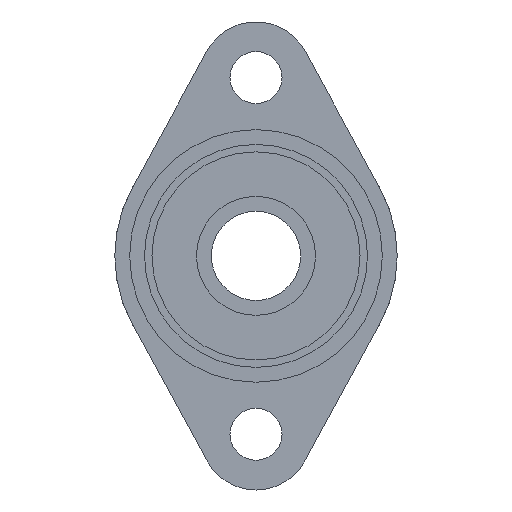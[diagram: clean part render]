
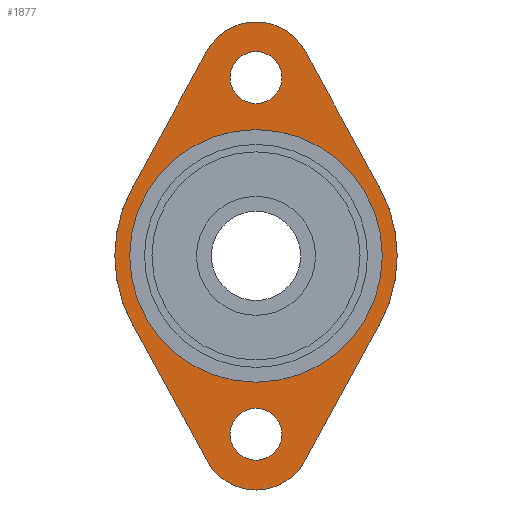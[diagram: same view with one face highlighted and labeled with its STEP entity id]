
A CAD part, front view. The second image highlights one B-rep face of the part: STEP entity #1877.
In plain terms, the highlighted planar face has unit normal (0, -1, 0).
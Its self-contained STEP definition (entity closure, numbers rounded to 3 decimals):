
#7 = DIRECTION ( 'NONE',  ( 0., 0., 1. ) ) ;
#13 = ORIENTED_EDGE ( 'NONE', *, *, #916, .T. ) ;
#22 = EDGE_CURVE ( 'NONE', #330, #1537, #1820, .T. ) ;
#44 = DIRECTION ( 'NONE',  ( 0., 1., 0. ) ) ;
#58 = ORIENTED_EDGE ( 'NONE', *, *, #175, .T. ) ;
#82 = VECTOR ( 'NONE', #326, 1000. ) ;
#93 = CARTESIAN_POINT ( 'NONE',  ( 0., 0., -24. ) ) ;
#144 = CARTESIAN_POINT ( 'NONE',  ( -16.677, 0., -9.104 ) ) ;
#158 = CIRCLE ( 'NONE', #1209, 3.5 ) ;
#164 = PLANE ( 'NONE',  #674 ) ;
#175 = EDGE_CURVE ( 'NONE', #546, #335, #1661, .T. ) ;
#176 = VERTEX_POINT ( 'NONE', #1254 ) ;
#193 = AXIS2_PLACEMENT_3D ( 'NONE', #398, #245, #388 ) ;
#198 = ORIENTED_EDGE ( 'NONE', *, *, #238, .F. ) ;
#200 = DIRECTION ( 'NONE',  ( 0., 0., 1. ) ) ;
#204 = CIRCLE ( 'NONE', #951, 7.5 ) ;
#238 = EDGE_CURVE ( 'NONE', #546, #766, #1035, .T. ) ;
#245 = DIRECTION ( 'NONE',  ( 0., -1., 0. ) ) ;
#256 = ORIENTED_EDGE ( 'NONE', *, *, #1100, .F. ) ;
#258 = CARTESIAN_POINT ( 'NONE',  ( 0., 0., 27.5 ) ) ;
#289 = CARTESIAN_POINT ( 'NONE',  ( 0., 0., 20.5 ) ) ;
#298 = DIRECTION ( 'NONE',  ( 0., 1., 0. ) ) ;
#317 = DIRECTION ( 'NONE',  ( 0., 0., 1. ) ) ;
#322 = CARTESIAN_POINT ( 'NONE',  ( 0., 0., -24. ) ) ;
#326 = DIRECTION ( 'NONE',  ( -0.479, 0., -0.878 ) ) ;
#330 = VERTEX_POINT ( 'NONE', #1526 ) ;
#334 = CARTESIAN_POINT ( 'NONE',  ( 0., 0., 24. ) ) ;
#335 = VERTEX_POINT ( 'NONE', #956 ) ;
#342 = LINE ( 'NONE', #876, #842 ) ;
#369 = VERTEX_POINT ( 'NONE', #713 ) ;
#371 = VERTEX_POINT ( 'NONE', #998 ) ;
#388 = DIRECTION ( 'NONE',  ( 0., 0., 1. ) ) ;
#389 = CIRCLE ( 'NONE', #773, 7.5 ) ;
#398 = CARTESIAN_POINT ( 'NONE',  ( 0., 0., 24. ) ) ;
#400 = DIRECTION ( 'NONE',  ( 0., 1., 0. ) ) ;
#402 = VERTEX_POINT ( 'NONE', #258 ) ;
#418 = VERTEX_POINT ( 'NONE', #978 ) ;
#426 = AXIS2_PLACEMENT_3D ( 'NONE', #1769, #298, #472 ) ;
#429 = CARTESIAN_POINT ( 'NONE',  ( 0., 0., 0. ) ) ;
#472 = DIRECTION ( 'NONE',  ( 0., 0., 1. ) ) ;
#487 = FACE_BOUND ( 'NONE', #1641, .T. ) ;
#493 = CIRCLE ( 'NONE', #426, 17. ) ;
#494 = CARTESIAN_POINT ( 'NONE',  ( -16.677, 0., 9.104 ) ) ;
#498 = AXIS2_PLACEMENT_3D ( 'NONE', #1823, #931, #1282 ) ;
#506 = ORIENTED_EDGE ( 'NONE', *, *, #594, .F. ) ;
#546 = VERTEX_POINT ( 'NONE', #144 ) ;
#554 = CARTESIAN_POINT ( 'NONE',  ( 16.677, 0., -9.104 ) ) ;
#557 = EDGE_CURVE ( 'NONE', #1513, #335, #389, .T. ) ;
#579 = CIRCLE ( 'NONE', #800, 3.5 ) ;
#585 = ORIENTED_EDGE ( 'NONE', *, *, #1665, .F. ) ;
#589 = DIRECTION ( 'NONE',  ( 0., 1., 0. ) ) ;
#592 = CARTESIAN_POINT ( 'NONE',  ( 0., 0., 0. ) ) ;
#594 = EDGE_CURVE ( 'NONE', #402, #1105, #1142, .T. ) ;
#603 = CARTESIAN_POINT ( 'NONE',  ( 0., 0., 0. ) ) ;
#611 = DIRECTION ( 'NONE',  ( 0., 1., 0. ) ) ;
#624 = CARTESIAN_POINT ( 'NONE',  ( 16.677, 0., 9.104 ) ) ;
#651 = ORIENTED_EDGE ( 'NONE', *, *, #1412, .F. ) ;
#667 = DIRECTION ( 'NONE',  ( 0.479, 0., -0.878 ) ) ;
#674 = AXIS2_PLACEMENT_3D ( 'NONE', #592, #1623, #7 ) ;
#675 = VERTEX_POINT ( 'NONE', #624 ) ;
#676 = EDGE_CURVE ( 'NONE', #1642, #369, #1883, .T. ) ;
#707 = CIRCLE ( 'NONE', #1804, 7.5 ) ;
#713 = CARTESIAN_POINT ( 'NONE',  ( 6.583, 0., -27.594 ) ) ;
#766 = VERTEX_POINT ( 'NONE', #1092 ) ;
#773 = AXIS2_PLACEMENT_3D ( 'NONE', #1751, #1481, #1459 ) ;
#797 = DIRECTION ( 'NONE',  ( 0., 0., 1. ) ) ;
#800 = AXIS2_PLACEMENT_3D ( 'NONE', #1462, #1292, #868 ) ;
#842 = VECTOR ( 'NONE', #1433, 1000. ) ;
#846 = VECTOR ( 'NONE', #1644, 1000. ) ;
#868 = DIRECTION ( 'NONE',  ( 0., 0., 1. ) ) ;
#876 = CARTESIAN_POINT ( 'NONE',  ( 16.677, 0., 9.104 ) ) ;
#907 = FACE_OUTER_BOUND ( 'NONE', #1370, .T. ) ;
#916 = EDGE_CURVE ( 'NONE', #418, #176, #579, .T. ) ;
#918 = DIRECTION ( 'NONE',  ( 0., -1., 0. ) ) ;
#931 = DIRECTION ( 'NONE',  ( 0., 1., 0. ) ) ;
#951 = AXIS2_PLACEMENT_3D ( 'NONE', #1336, #611, #1053 ) ;
#956 = CARTESIAN_POINT ( 'NONE',  ( -6.583, 0., -27.594 ) ) ;
#967 = EDGE_CURVE ( 'NONE', #1537, #330, #493, .T. ) ;
#978 = CARTESIAN_POINT ( 'NONE',  ( 0., 0., -20.5 ) ) ;
#998 = CARTESIAN_POINT ( 'NONE',  ( 6.583, 0., 27.594 ) ) ;
#1024 = ORIENTED_EDGE ( 'NONE', *, *, #967, .T. ) ;
#1026 = CARTESIAN_POINT ( 'NONE',  ( 0., 0., -31.5 ) ) ;
#1030 = DIRECTION ( 'NONE',  ( 0., 0., 1. ) ) ;
#1035 = CIRCLE ( 'NONE', #1786, 19. ) ;
#1053 = DIRECTION ( 'NONE',  ( 0., 0., 1. ) ) ;
#1092 = CARTESIAN_POINT ( 'NONE',  ( -16.677, 0., 9.104 ) ) ;
#1100 = EDGE_CURVE ( 'NONE', #369, #1513, #707, .T. ) ;
#1105 = VERTEX_POINT ( 'NONE', #289 ) ;
#1109 = CARTESIAN_POINT ( 'NONE',  ( -16.677, 0., -9.104 ) ) ;
#1142 = CIRCLE ( 'NONE', #1342, 3.5 ) ;
#1161 = FACE_BOUND ( 'NONE', #1759, .T. ) ;
#1185 = ORIENTED_EDGE ( 'NONE', *, *, #1203, .F. ) ;
#1203 = EDGE_CURVE ( 'NONE', #766, #1599, #1790, .T. ) ;
#1209 = AXIS2_PLACEMENT_3D ( 'NONE', #93, #400, #797 ) ;
#1224 = ORIENTED_EDGE ( 'NONE', *, *, #557, .F. ) ;
#1234 = CIRCLE ( 'NONE', #498, 19. ) ;
#1254 = CARTESIAN_POINT ( 'NONE',  ( 0., 0., -27.5 ) ) ;
#1262 = EDGE_LOOP ( 'NONE', ( #1024, #1274 ) ) ;
#1270 = CARTESIAN_POINT ( 'NONE',  ( -6.583, 0., 27.594 ) ) ;
#1274 = ORIENTED_EDGE ( 'NONE', *, *, #22, .T. ) ;
#1282 = DIRECTION ( 'NONE',  ( 0., 0., 1. ) ) ;
#1292 = DIRECTION ( 'NONE',  ( 0., 1., 0. ) ) ;
#1336 = CARTESIAN_POINT ( 'NONE',  ( 0., 0., 24. ) ) ;
#1338 = CARTESIAN_POINT ( 'NONE',  ( 16.677, 0., -9.104 ) ) ;
#1342 = AXIS2_PLACEMENT_3D ( 'NONE', #334, #918, #317 ) ;
#1370 = EDGE_LOOP ( 'NONE', ( #1185, #198, #58, #1224, #256, #1620, #585, #1458, #1571 ) ) ;
#1412 = EDGE_CURVE ( 'NONE', #1105, #402, #1742, .T. ) ;
#1433 = DIRECTION ( 'NONE',  ( -0.479, 0., 0.878 ) ) ;
#1457 = DIRECTION ( 'NONE',  ( 0., 1., 0. ) ) ;
#1458 = ORIENTED_EDGE ( 'NONE', *, *, #1714, .T. ) ;
#1459 = DIRECTION ( 'NONE',  ( 0., 0., 1. ) ) ;
#1462 = CARTESIAN_POINT ( 'NONE',  ( 0., 0., -24. ) ) ;
#1477 = VECTOR ( 'NONE', #667, 1000. ) ;
#1481 = DIRECTION ( 'NONE',  ( 0., 1., 0. ) ) ;
#1508 = CARTESIAN_POINT ( 'NONE',  ( 0., 0., -17. ) ) ;
#1513 = VERTEX_POINT ( 'NONE', #1026 ) ;
#1526 = CARTESIAN_POINT ( 'NONE',  ( 0., 0., 17. ) ) ;
#1537 = VERTEX_POINT ( 'NONE', #1508 ) ;
#1560 = FACE_BOUND ( 'NONE', #1262, .T. ) ;
#1571 = ORIENTED_EDGE ( 'NONE', *, *, #1773, .F. ) ;
#1599 = VERTEX_POINT ( 'NONE', #1270 ) ;
#1602 = EDGE_CURVE ( 'NONE', #176, #418, #158, .T. ) ;
#1620 = ORIENTED_EDGE ( 'NONE', *, *, #676, .F. ) ;
#1623 = DIRECTION ( 'NONE',  ( 0., 1., 0. ) ) ;
#1635 = DIRECTION ( 'NONE',  ( 0., 0., 1. ) ) ;
#1641 = EDGE_LOOP ( 'NONE', ( #651, #506 ) ) ;
#1642 = VERTEX_POINT ( 'NONE', #554 ) ;
#1644 = DIRECTION ( 'NONE',  ( 0.479, 0., 0.878 ) ) ;
#1655 = AXIS2_PLACEMENT_3D ( 'NONE', #603, #589, #1635 ) ;
#1661 = LINE ( 'NONE', #1109, #1477 ) ;
#1665 = EDGE_CURVE ( 'NONE', #675, #1642, #1234, .T. ) ;
#1714 = EDGE_CURVE ( 'NONE', #675, #371, #342, .T. ) ;
#1742 = CIRCLE ( 'NONE', #193, 3.5 ) ;
#1751 = CARTESIAN_POINT ( 'NONE',  ( 0., 0., -24. ) ) ;
#1757 = ORIENTED_EDGE ( 'NONE', *, *, #1602, .T. ) ;
#1759 = EDGE_LOOP ( 'NONE', ( #1757, #13 ) ) ;
#1769 = CARTESIAN_POINT ( 'NONE',  ( 0., 0., 0. ) ) ;
#1773 = EDGE_CURVE ( 'NONE', #1599, #371, #204, .T. ) ;
#1786 = AXIS2_PLACEMENT_3D ( 'NONE', #429, #1457, #1030 ) ;
#1790 = LINE ( 'NONE', #494, #846 ) ;
#1804 = AXIS2_PLACEMENT_3D ( 'NONE', #322, #44, #200 ) ;
#1820 = CIRCLE ( 'NONE', #1655, 17. ) ;
#1823 = CARTESIAN_POINT ( 'NONE',  ( 0., 0., 0. ) ) ;
#1877 = ADVANCED_FACE ( 'NONE', ( #907, #487, #1560, #1161 ), #164, .F. ) ;
#1883 = LINE ( 'NONE', #1338, #82 ) ;
